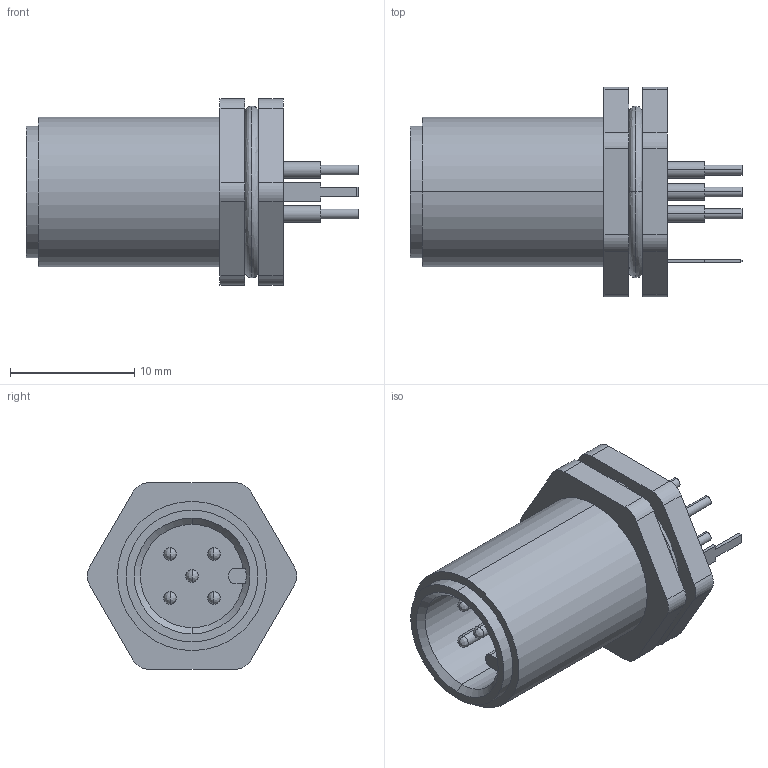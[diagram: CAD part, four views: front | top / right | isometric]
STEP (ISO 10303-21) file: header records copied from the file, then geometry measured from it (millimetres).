
FILE_DESCRIPTION (( 'STEP AP203' ), '1' );
FILE_NAME ('P211.STEP', '2020-03-31T06:16:36', ( 'edpusr' ), ( 'Microsoft' ), 'SwSTEP 2.0', 'SolidWorks 2015', '' );
FILE_SCHEMA (( 'CONFIG_CONTROL_DESIGN' ));
Length unit declared in the file: millimetre
Products named in the file (1): P211
Bounding box: 26.7 x 16.86 x 15 mm (x, y, z)
Volume: 2223.6 mm3; surface area: 1875.2 mm2
Topology: 1 solids, 1 shells, 113 faces, 267 edges, 167 vertices
Faces by surface type: cylinder 51, plane 46, bspline 14, cone 2
Entity records: 3441 total; most frequent: CARTESIAN_POINT 766, DIRECTION 572, ORIENTED_EDGE 514, EDGE_CURVE 257, AXIS2_PLACEMENT_3D 221, VERTEX_POINT 167, EDGE_LOOP 134, VECTOR 130
